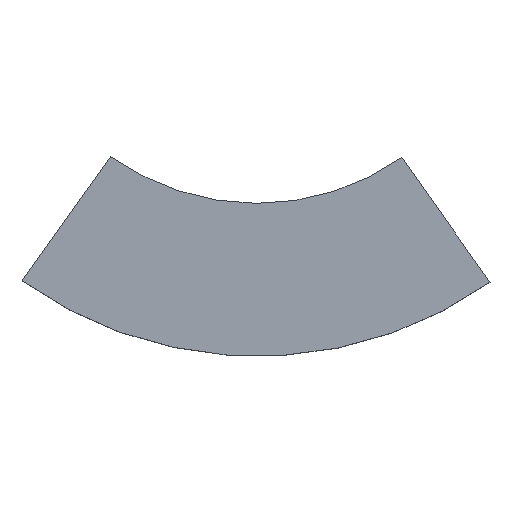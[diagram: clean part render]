
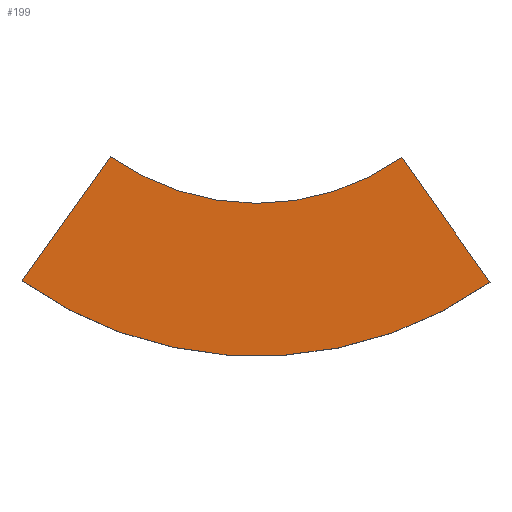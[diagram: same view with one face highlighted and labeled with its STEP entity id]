
A CAD part, top view. The second image highlights one B-rep face of the part: STEP entity #199.
In plain terms, the highlighted planar face has unit normal (0, 0, 1).
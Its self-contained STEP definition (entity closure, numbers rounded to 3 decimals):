
#63=CARTESIAN_POINT('Vertex',(6376.561,-276.518,2000.)) ;
#77=CARTESIAN_POINT('Vertex',(4073.073,2993.641,2000.)) ;
#80=CARTESIAN_POINT('Line Origine',(5224.817,1358.562,2000.)) ;
#108=CARTESIAN_POINT('Vertex',(-3549.997,3016.823,2000.)) ;
#111=CARTESIAN_POINT('Axis2P3D Location',(277.887,8381.497,2000.)) ;
#139=CARTESIAN_POINT('Vertex',(-5873.331,-239.266,2000.)) ;
#142=CARTESIAN_POINT('Line Origine',(-4711.664,1388.779,2000.)) ;
#164=CARTESIAN_POINT('Axis2P3D Location',(277.887,8381.497,2000.)) ;
#188=CARTESIAN_POINT('Axis2P3D Location',(0.,0.,2000.)) ;
#81=DIRECTION('Vector Direction',(-0.576,0.818,0.)) ;
#112=DIRECTION('Axis2P3D Direction',(0.,0.,1.)) ;
#143=DIRECTION('Vector Direction',(0.581,0.814,0.)) ;
#165=DIRECTION('Axis2P3D Direction',(0.,0.,1.)) ;
#189=DIRECTION('Axis2P3D Direction',(0.,0.,1.)) ;
#190=DIRECTION('Axis2P3D XDirection',(1.,0.,0.)) ;
#113=AXIS2_PLACEMENT_3D('Circle Axis2P3D',#111,#112,$) ;
#166=AXIS2_PLACEMENT_3D('Circle Axis2P3D',#164,#165,$) ;
#191=AXIS2_PLACEMENT_3D('Plane Axis2P3D',#188,#189,#190) ;
#194=ORIENTED_EDGE('',*,*,#84,.T.) ;
#195=ORIENTED_EDGE('',*,*,#115,.T.) ;
#196=ORIENTED_EDGE('',*,*,#146,.T.) ;
#197=ORIENTED_EDGE('',*,*,#168,.T.) ;
#82=VECTOR('Line Direction',#81,1.) ;
#144=VECTOR('Line Direction',#143,1.) ;
#199=ADVANCED_FACE('',(#198),#192,.T.) ;
#114=CIRCLE('generated circle',#113,6590.328) ;
#167=CIRCLE('generated circle',#166,10590.328) ;
#84=EDGE_CURVE('',#64,#78,#83,.T.) ;
#115=EDGE_CURVE('',#78,#109,#114,.F.) ;
#146=EDGE_CURVE('',#109,#140,#145,.F.) ;
#168=EDGE_CURVE('',#140,#64,#167,.T.) ;
#193=EDGE_LOOP('',(#194,#195,#196,#197)) ;
#198=FACE_OUTER_BOUND('',#193,.T.) ;
#83=LINE('Line',#80,#82) ;
#145=LINE('Line',#142,#144) ;
#192=PLANE('Plane',#191) ;
#64=VERTEX_POINT('',#63) ;
#78=VERTEX_POINT('',#77) ;
#109=VERTEX_POINT('',#108) ;
#140=VERTEX_POINT('',#139) ;
